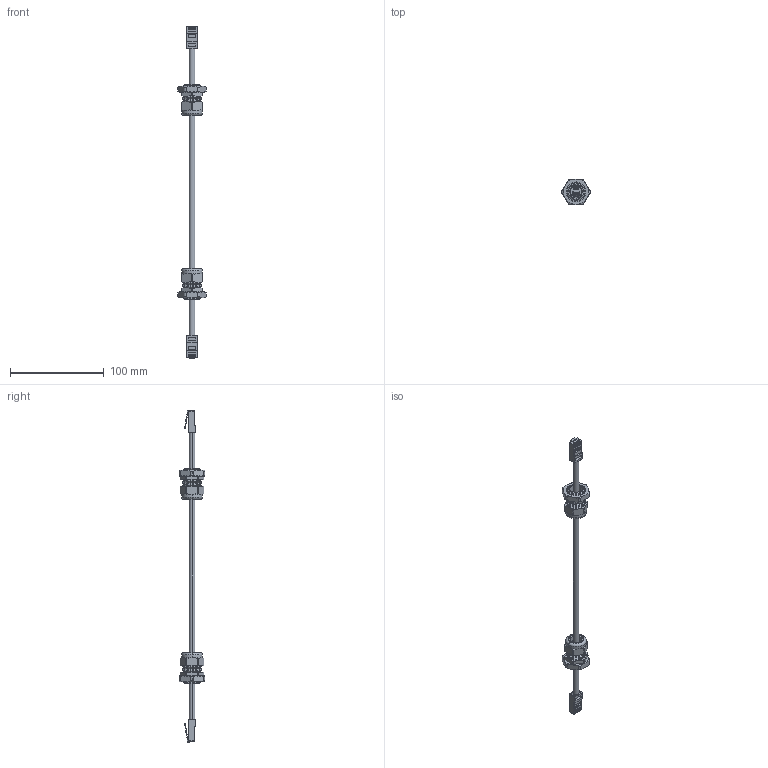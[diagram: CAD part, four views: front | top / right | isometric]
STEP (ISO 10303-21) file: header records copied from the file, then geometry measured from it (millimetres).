
FILE_DESCRIPTION (( 'STEP AP214' ), '1' );
FILE_NAME ('TRD855WTG.STEP', '2006-11-29T21:25:58', ( 'X' ), ( 'L-COM' ), 'SwSTEP 2.0', 'SolidWorks 2006052', '' );
FILE_SCHEMA (( 'AUTOMOTIVE_DESIGN' ));
Length unit declared in the file: inch
Products named in the file (5): TRD855WTG; 1AY06-035; 1AY06-036; 1AL02-005_12" long; 1AD01-006
Assembly tree (7 placements, depth 2):
  TRD855WTG
    1AY06-036  x2
    1AY06-035  x2
    1AD01-006  x2
    1AL02-005_12" long
Bounding box: 30.3 x 26.92 x 353.57 mm (x, y, z)
Volume: 29421.2 mm3; surface area: 25149.3 mm2
Topology: 9 solids, 9 shells, 780 faces, 1858 edges, 1098 vertices
Faces by surface type: plane 254, cone 240, cylinder 212, bspline 34, torus 20, sphere 20
Entity records: 13282 total; most frequent: CARTESIAN_POINT 3793, DIRECTION 1919, ORIENTED_EDGE 1844, EDGE_CURVE 922, AXIS2_PLACEMENT_3D 697, VERTEX_POINT 551, VECTOR 525, LINE 525
